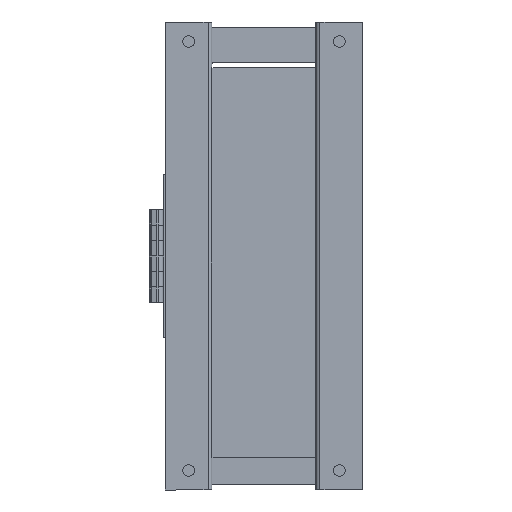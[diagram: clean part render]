
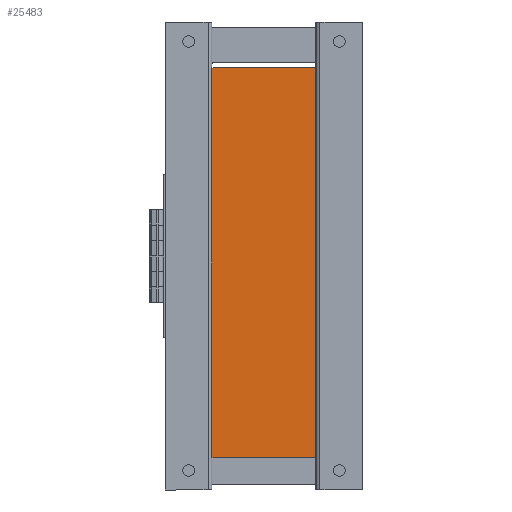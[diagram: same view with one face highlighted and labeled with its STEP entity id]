
A CAD part, left-side view. The second image highlights one B-rep face of the part: STEP entity #25483.
In plain terms, the highlighted face is planar.
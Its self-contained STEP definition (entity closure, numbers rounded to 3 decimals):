
#3200=FACE_OUTER_BOUND('',#4616,.T.);
#4616=EDGE_LOOP('',(#22755,#22756,#22757,#22758));
#7176=LINE('',#47760,#9732);
#7184=LINE('',#47775,#9740);
#7185=LINE('',#47777,#9741);
#7186=LINE('',#47778,#9742);
#9732=VECTOR('',#35053,10.);
#9740=VECTOR('',#35065,10.);
#9741=VECTOR('',#35068,10.);
#9742=VECTOR('',#35069,10.);
#12029=VERTEX_POINT('',#47757);
#12030=VERTEX_POINT('',#47759);
#12034=VERTEX_POINT('',#47771);
#12035=VERTEX_POINT('',#47773);
#15610=EDGE_CURVE('',#12029,#12030,#7176,.T.);
#15618=EDGE_CURVE('',#12034,#12035,#7184,.T.);
#15619=EDGE_CURVE('',#12029,#12034,#7185,.T.);
#15620=EDGE_CURVE('',#12030,#12035,#7186,.T.);
#22755=ORIENTED_EDGE('',*,*,#15619,.T.);
#22756=ORIENTED_EDGE('',*,*,#15618,.T.);
#22757=ORIENTED_EDGE('',*,*,#15620,.F.);
#22758=ORIENTED_EDGE('',*,*,#15610,.F.);
#23615=PLANE('',#28017);
#25483=ADVANCED_FACE('',(#3200),#23615,.T.);
#28017=AXIS2_PLACEMENT_3D('',#47776,#35066,#35067);
#35053=DIRECTION('',(1.,0.,0.));
#35065=DIRECTION('',(1.,0.,0.));
#35066=DIRECTION('center_axis',(0.,1.,0.));
#35067=DIRECTION('ref_axis',(0.,0.,1.));
#35068=DIRECTION('',(0.,0.,1.));
#35069=DIRECTION('',(0.,0.,1.));
#47757=CARTESIAN_POINT('',(0.,300.,0.));
#47759=CARTESIAN_POINT('',(80.,300.,0.));
#47760=CARTESIAN_POINT('',(0.,300.,0.));
#47771=CARTESIAN_POINT('',(0.,300.,300.));
#47773=CARTESIAN_POINT('',(80.,300.,300.));
#47775=CARTESIAN_POINT('',(0.,300.,300.));
#47776=CARTESIAN_POINT('Origin',(0.,300.,0.));
#47777=CARTESIAN_POINT('',(0.,300.,0.));
#47778=CARTESIAN_POINT('',(80.,300.,0.));
